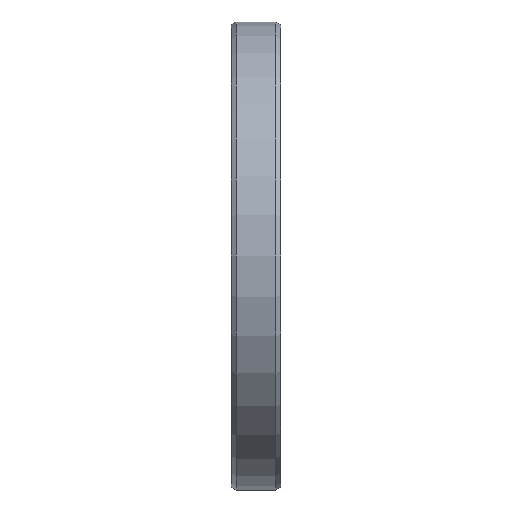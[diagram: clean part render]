
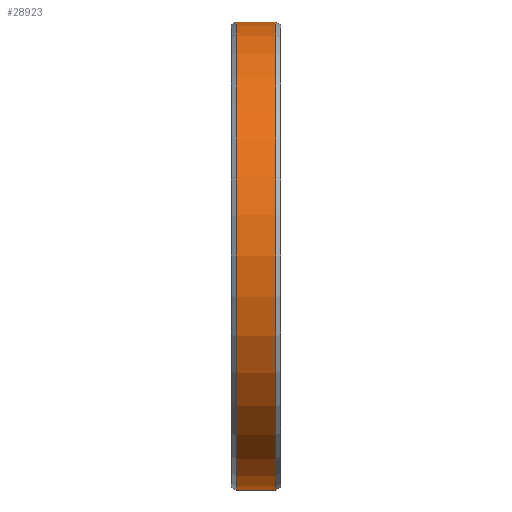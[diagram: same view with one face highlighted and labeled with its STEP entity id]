
A CAD part, left-side view. The second image highlights one B-rep face of the part: STEP entity #28923.
In plain terms, the highlighted cylindrical face has radius 95 mm (diameter 190 mm), a partial arc.
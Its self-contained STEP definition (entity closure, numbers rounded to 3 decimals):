
#27943=CARTESIAN_POINT('',(0.,8.,0.));
#27944=DIRECTION('',(0.,1.,0.));
#27945=DIRECTION('',(0.,0.,-1.));
#27946=AXIS2_PLACEMENT_3D('',#27943,#27944,#27945);
#27967=DIRECTION('',(0.,1.,0.));
#27968=VECTOR('',#27967,16.);
#27969=CARTESIAN_POINT('',(0.,-8.,-95.));
#27970=LINE('',#27969,#27968);
#27974=DIRECTION('',(0.,1.,0.));
#27975=VECTOR('',#27974,16.);
#27976=CARTESIAN_POINT('',(0.,-8.,95.));
#27977=LINE('',#27976,#27975);
#27981=CARTESIAN_POINT('',(0.,-8.,0.));
#27982=DIRECTION('',(0.,1.,0.));
#27983=DIRECTION('',(0.,0.,-1.));
#27984=AXIS2_PLACEMENT_3D('',#27981,#27982,#27983);
#28342=CARTESIAN_POINT('',(0.,-8.,-95.));
#28344=VERTEX_POINT('',#28342);
#28345=CARTESIAN_POINT('',(0.,8.,-95.));
#28346=VERTEX_POINT('',#28345);
#28378=CARTESIAN_POINT('',(0.,-8.,95.));
#28380=VERTEX_POINT('',#28378);
#28381=CARTESIAN_POINT('',(0.,8.,95.));
#28382=VERTEX_POINT('',#28381);
#28911=CARTESIAN_POINT('',(0.,89.397,0.));
#28912=DIRECTION('',(0.,-1.,0.));
#28913=DIRECTION('',(0.,0.,1.));
#28914=AXIS2_PLACEMENT_3D('',#28911,#28912,#28913);
#28915=CYLINDRICAL_SURFACE('',#28914,95.);
#28916=ORIENTED_EDGE('',*,*,#28894,.T.);
#28917=ORIENTED_EDGE('',*,*,#28857,.T.);
#28918=ORIENTED_EDGE('',*,*,#28898,.F.);
#28920=ORIENTED_EDGE('',*,*,#28919,.F.);
#28921=EDGE_LOOP('',(#28916,#28917,#28918,#28920));
#28922=FACE_OUTER_BOUND('',#28921,.F.);
#27947=CIRCLE('',#27946,95.);
#27985=CIRCLE('',#27984,95.);
#28857=EDGE_CURVE('',#28346,#28382,#27947,.T.);
#28894=EDGE_CURVE('',#28344,#28346,#27970,.T.);
#28898=EDGE_CURVE('',#28380,#28382,#27977,.T.);
#28919=EDGE_CURVE('',#28344,#28380,#27985,.T.);
#28923=ADVANCED_FACE('',(#28922),#28915,.T.);
